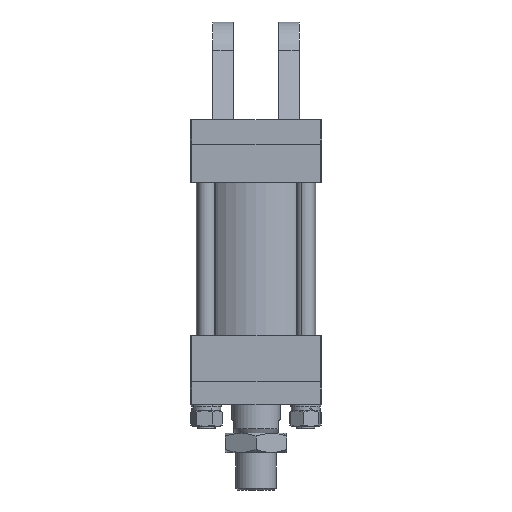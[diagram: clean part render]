
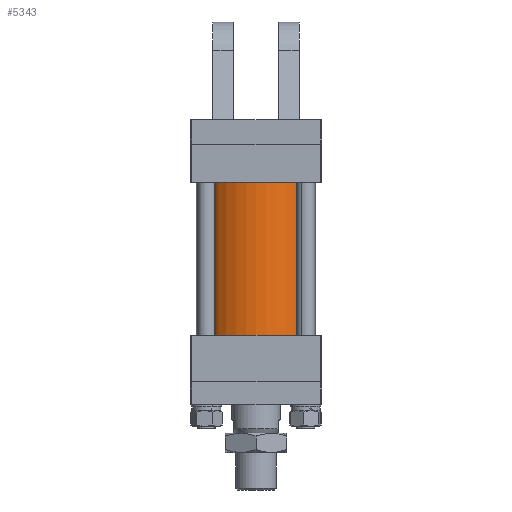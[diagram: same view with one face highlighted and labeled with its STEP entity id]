
A CAD part, front view. The second image highlights one B-rep face of the part: STEP entity #5343.
In plain terms, the highlighted cylindrical face has radius 73.5 mm (diameter 147 mm), a partial arc.
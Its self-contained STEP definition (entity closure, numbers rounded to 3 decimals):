
#315 = FACE_OUTER_BOUND ( 'NONE', #544, .T. ) ;
#544 = EDGE_LOOP ( 'NONE', ( #727, #657, #892, #1059 ) ) ;
#632 = VERTEX_POINT ( 'NONE', #6275 ) ;
#657 = ORIENTED_EDGE ( 'NONE', *, *, #3270, .F. ) ;
#718 = VERTEX_POINT ( 'NONE', #6302 ) ;
#719 = VERTEX_POINT ( 'NONE', #6305 ) ;
#724 = VERTEX_POINT ( 'NONE', #6307 ) ;
#727 = ORIENTED_EDGE ( 'NONE', *, *, #3945, .F. ) ;
#892 = ORIENTED_EDGE ( 'NONE', *, *, #3266, .T. ) ;
#1059 = ORIENTED_EDGE ( 'NONE', *, *, #3278, .T. ) ;
#3266 = EDGE_CURVE ( 'NONE', #724, #719, #7301, .T. ) ;
#3270 = EDGE_CURVE ( 'NONE', #724, #632, #7310, .T. ) ;
#3278 = EDGE_CURVE ( 'NONE', #719, #718, #7298, .T. ) ;
#3945 = EDGE_CURVE ( 'NONE', #632, #718, #6456, .T. ) ;
#4798 = CYLINDRICAL_SURFACE ( 'NONE', #6077, 73.5 ) ;
#5343 = ADVANCED_FACE ( 'NONE', ( #315 ), #4798, .T. ) ;
#6077 = AXIS2_PLACEMENT_3D ( 'NONE', #7700, #7699, #7690 ) ;
#6275 = CARTESIAN_POINT ( 'NONE',  ( 73.5, 0., 94. ) ) ;
#6302 = CARTESIAN_POINT ( 'NONE',  ( 73.5, 0., -94. ) ) ;
#6305 = CARTESIAN_POINT ( 'NONE',  ( -73.5, 0., -94. ) ) ;
#6307 = CARTESIAN_POINT ( 'NONE',  ( -73.5, 0., 94. ) ) ;
#6456 = LINE ( 'NONE', #8072, #6458 ) ;
#6458 = VECTOR ( 'NONE', #8073, 1000. ) ;
#6548 = CARTESIAN_POINT ( 'NONE',  ( -73.5, 0., 94. ) ) ;
#6549 = DIRECTION ( 'NONE',  ( 0., 0., -1. ) ) ;
#6554 = CARTESIAN_POINT ( 'NONE',  ( 0., 0., 94. ) ) ;
#6555 = DIRECTION ( 'NONE',  ( 0., 0., 1. ) ) ;
#6556 = DIRECTION ( 'NONE',  ( 1., 0., 0. ) ) ;
#6562 = CARTESIAN_POINT ( 'NONE',  ( 0., 0., -94. ) ) ;
#6563 = DIRECTION ( 'NONE',  ( 0., 0., 1. ) ) ;
#6564 = DIRECTION ( 'NONE',  ( 1., 0., 0. ) ) ;
#7298 = CIRCLE ( 'NONE', #8906, 73.5 ) ;
#7301 = LINE ( 'NONE', #6548, #7302 ) ;
#7302 = VECTOR ( 'NONE', #6549, 1000. ) ;
#7310 = CIRCLE ( 'NONE', #8908, 73.5 ) ;
#7690 = DIRECTION ( 'NONE',  ( -1., 0., 0. ) ) ;
#7699 = DIRECTION ( 'NONE',  ( 0., 0., -1. ) ) ;
#7700 = CARTESIAN_POINT ( 'NONE',  ( 0., 0., 94. ) ) ;
#8072 = CARTESIAN_POINT ( 'NONE',  ( 73.5, 0., 94. ) ) ;
#8073 = DIRECTION ( 'NONE',  ( 0., 0., -1. ) ) ;
#8906 = AXIS2_PLACEMENT_3D ( 'NONE', #6562, #6563, #6564 ) ;
#8908 = AXIS2_PLACEMENT_3D ( 'NONE', #6554, #6555, #6556 ) ;
